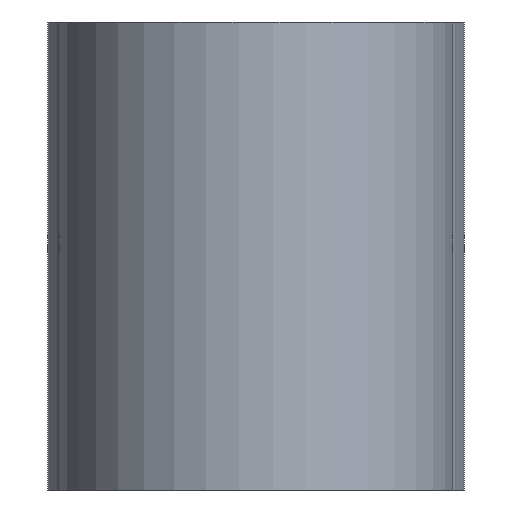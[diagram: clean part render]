
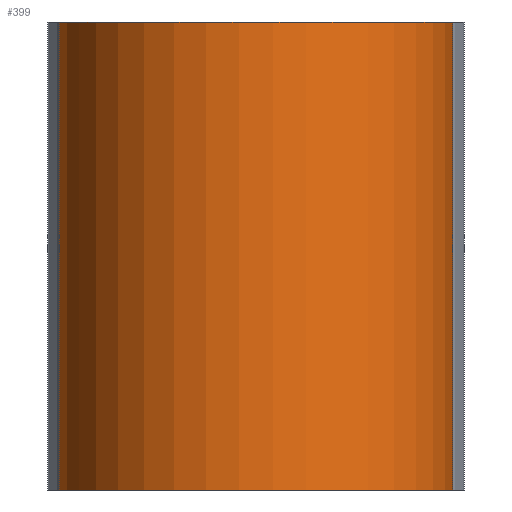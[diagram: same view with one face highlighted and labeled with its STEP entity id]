
A CAD part, front view. The second image highlights one B-rep face of the part: STEP entity #399.
In plain terms, the highlighted cylindrical face has radius 4.25 mm (diameter 8.5 mm), a partial arc.
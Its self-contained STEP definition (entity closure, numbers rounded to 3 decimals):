
#39=FACE_OUTER_BOUND('',#63,.T.);
#63=EDGE_LOOP('',(#313,#314,#315,#316));
#97=LINE('',#660,#132);
#99=LINE('',#664,#134);
#132=VECTOR('',#533,10.);
#134=VECTOR('',#537,10.);
#152=CIRCLE('',#431,4.25);
#163=CIRCLE('',#449,4.25);
#177=VERTEX_POINT('',#607);
#178=VERTEX_POINT('',#609);
#197=VERTEX_POINT('',#659);
#198=VERTEX_POINT('',#663);
#216=EDGE_CURVE('',#178,#177,#152,.T.);
#241=EDGE_CURVE('',#197,#178,#97,.T.);
#243=EDGE_CURVE('',#177,#198,#99,.T.);
#244=EDGE_CURVE('',#197,#198,#163,.T.);
#313=ORIENTED_EDGE('',*,*,#243,.T.);
#314=ORIENTED_EDGE('',*,*,#244,.F.);
#315=ORIENTED_EDGE('',*,*,#241,.T.);
#316=ORIENTED_EDGE('',*,*,#216,.T.);
#383=CYLINDRICAL_SURFACE('',#448,4.25);
#399=ADVANCED_FACE('',(#39),#383,.T.);
#431=AXIS2_PLACEMENT_3D('',#610,#485,#486);
#448=AXIS2_PLACEMENT_3D('',#662,#535,#536);
#449=AXIS2_PLACEMENT_3D('',#665,#538,#539);
#485=DIRECTION('center_axis',(0.,0.,1.));
#486=DIRECTION('ref_axis',(-0.729,0.684,0.));
#533=DIRECTION('',(0.,0.,-1.));
#535=DIRECTION('center_axis',(0.,0.,1.));
#536=DIRECTION('ref_axis',(0.,-1.,0.));
#537=DIRECTION('',(0.,0.,1.));
#538=DIRECTION('center_axis',(0.,0.,1.));
#539=DIRECTION('ref_axis',(-0.729,0.684,0.));
#607=CARTESIAN_POINT('',(1.2,-27.656,-1.95));
#609=CARTESIAN_POINT('',(-5.,-27.656,-1.95));
#610=CARTESIAN_POINT('Origin',(-1.9,-30.564,-1.95));
#659=CARTESIAN_POINT('',(-5.,-27.656,8.15));
#660=CARTESIAN_POINT('',(-5.,-27.656,6.2));
#662=CARTESIAN_POINT('Origin',(-1.9,-30.564,0.));
#663=CARTESIAN_POINT('',(1.2,-27.656,8.15));
#664=CARTESIAN_POINT('',(1.2,-27.656,0.));
#665=CARTESIAN_POINT('Origin',(-1.9,-30.564,8.15));
